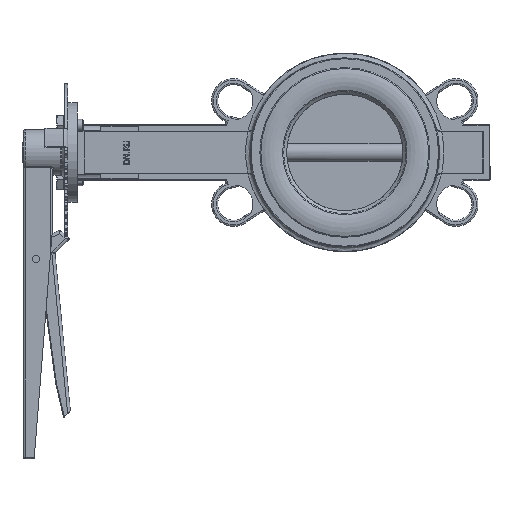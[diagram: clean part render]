
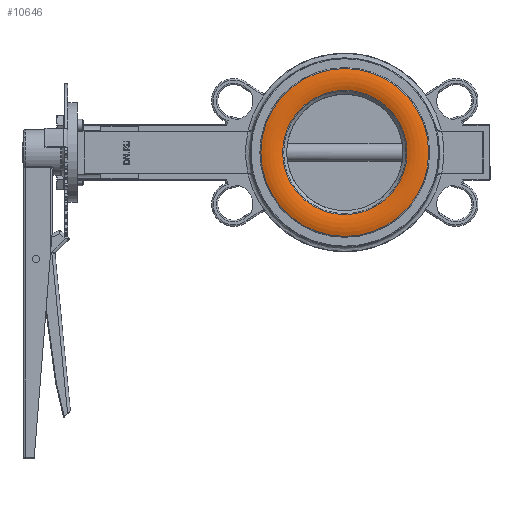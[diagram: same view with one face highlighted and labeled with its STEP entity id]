
A CAD part, left-side view. The second image highlights one B-rep face of the part: STEP entity #10646.
In plain terms, the highlighted toroidal (fillet/blend) face has major radius 47.926 mm and minor radius 19.103 mm.
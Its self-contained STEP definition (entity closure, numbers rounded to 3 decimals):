
#190=TOROIDAL_SURFACE('',#11614,47.926,19.103);
#1004=FACE_OUTER_BOUND('',#1609,.T.);
#1609=EDGE_LOOP('',(#8093,#8094,#8095,#8096));
#2116=CIRCLE('',#11599,54.809);
#2117=CIRCLE('',#11601,40.617);
#2123=CIRCLE('',#11615,19.103);
#4523=VERTEX_POINT('',#18451);
#4524=VERTEX_POINT('',#18455);
#5773=EDGE_CURVE('',#4523,#4523,#2116,.T.);
#5774=EDGE_CURVE('',#4524,#4524,#2117,.T.);
#5791=EDGE_CURVE('',#4523,#4524,#2123,.T.);
#8093=ORIENTED_EDGE('',*,*,#5773,.F.);
#8094=ORIENTED_EDGE('',*,*,#5791,.T.);
#8095=ORIENTED_EDGE('',*,*,#5774,.F.);
#8096=ORIENTED_EDGE('',*,*,#5791,.F.);
#10646=ADVANCED_FACE('',(#1004),#190,.T.);
#11599=AXIS2_PLACEMENT_3D('',#18453,#13499,#13500);
#11601=AXIS2_PLACEMENT_3D('',#18456,#13503,#13504);
#11614=AXIS2_PLACEMENT_3D('',#18560,#13534,#13535);
#11615=AXIS2_PLACEMENT_3D('',#18561,#13536,#13537);
#13499=DIRECTION('center_axis',(0.,0.,1.));
#13500=DIRECTION('ref_axis',(0.,1.,0.));
#13503=DIRECTION('center_axis',(0.,0.,-1.));
#13504=DIRECTION('ref_axis',(0.,1.,0.));
#13534=DIRECTION('center_axis',(0.,0.,1.));
#13535=DIRECTION('ref_axis',(1.,0.,0.));
#13536=DIRECTION('center_axis',(0.,-1.,0.));
#13537=DIRECTION('ref_axis',(-1.,0.,0.));
#18451=CARTESIAN_POINT('',(-54.809,28.995,-63.266));
#18453=CARTESIAN_POINT('Origin',(0.,28.995,-63.266));
#18455=CARTESIAN_POINT('',(-40.617,28.995,-63.096));
#18456=CARTESIAN_POINT('Origin',(0.,28.995,-63.096));
#18560=CARTESIAN_POINT('Origin',(0.,28.995,-45.446));
#18561=CARTESIAN_POINT('Origin',(-47.926,28.995,-45.446));
